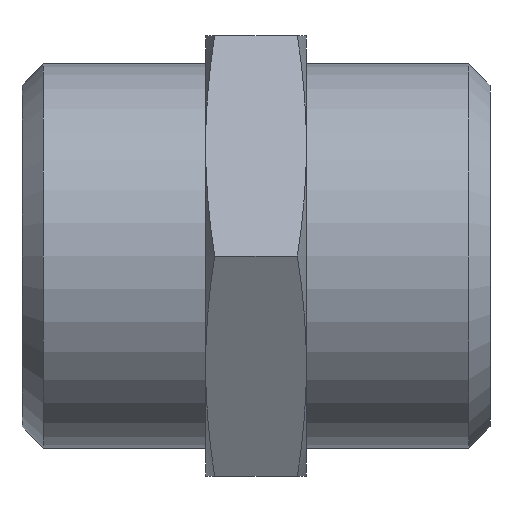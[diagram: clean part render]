
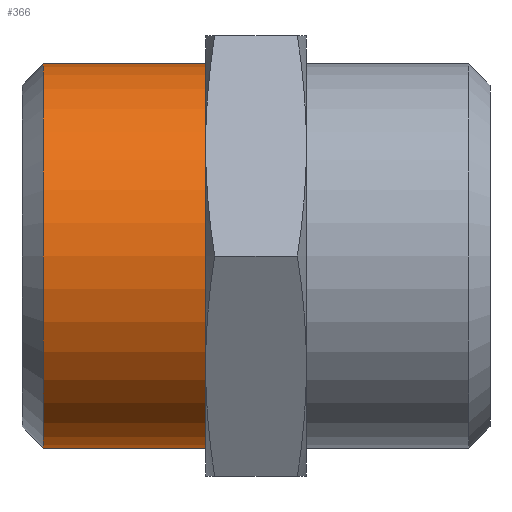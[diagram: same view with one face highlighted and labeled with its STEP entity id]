
A CAD part, left-side view. The second image highlights one B-rep face of the part: STEP entity #366.
In plain terms, the highlighted cylindrical face has radius 10.477 mm (diameter 20.955 mm), a full revolution.
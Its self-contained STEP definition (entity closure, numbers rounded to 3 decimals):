
#32=CYLINDRICAL_SURFACE('',#416,10.478);
#98=ORIENTED_EDGE('',*,*,#185,.F.);
#99=ORIENTED_EDGE('',*,*,#190,.T.);
#185=EDGE_CURVE('',#230,#230,#257,.T.);
#190=EDGE_CURVE('',#234,#234,#260,.T.);
#230=VERTEX_POINT('',#611);
#234=VERTEX_POINT('',#629);
#257=CIRCLE('',#409,10.478);
#260=CIRCLE('',#415,10.478);
#283=EDGE_LOOP('',(#98));
#284=EDGE_LOOP('',(#99));
#319=FACE_BOUND('',#283,.T.);
#320=FACE_BOUND('',#284,.T.);
#366=ADVANCED_FACE('',(#319,#320),#32,.T.);
#409=AXIS2_PLACEMENT_3D('',#610,#470,#471);
#415=AXIS2_PLACEMENT_3D('',#628,#482,#483);
#416=AXIS2_PLACEMENT_3D('',#630,#484,#485);
#470=DIRECTION('',(0.,-1.,0.));
#471=DIRECTION('',(0.,0.,-1.));
#482=DIRECTION('',(0.,-1.,0.));
#483=DIRECTION('',(0.,0.,-1.));
#484=DIRECTION('',(0.,-1.,0.));
#485=DIRECTION('',(0.,0.,-1.));
#610=CARTESIAN_POINT('',(0.,15.5,0.));
#611=CARTESIAN_POINT('',(0.,15.5,-10.478));
#628=CARTESIAN_POINT('',(0.,24.338,0.));
#629=CARTESIAN_POINT('',(0.,24.338,-10.478));
#630=CARTESIAN_POINT('',(0.,15.5,0.));
